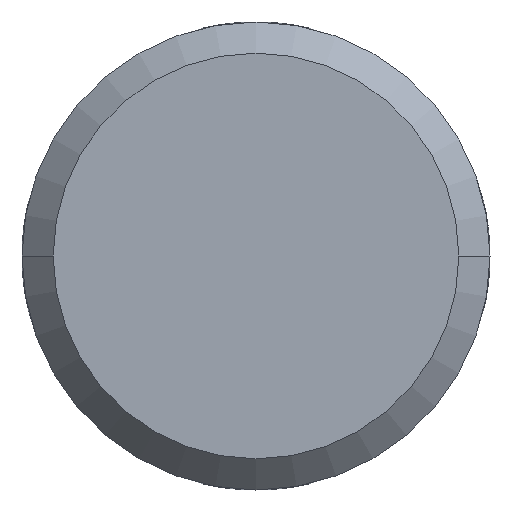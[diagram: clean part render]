
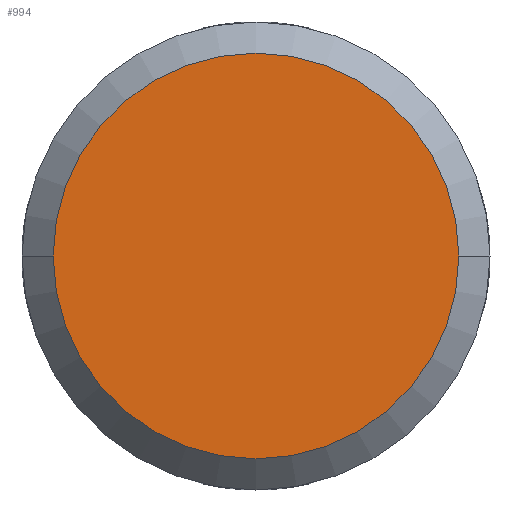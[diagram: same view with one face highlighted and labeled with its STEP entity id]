
A CAD part, front view. The second image highlights one B-rep face of the part: STEP entity #994.
In plain terms, the highlighted planar face has unit normal (0, -1, 0).
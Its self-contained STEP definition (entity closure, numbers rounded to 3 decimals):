
#53=CARTESIAN_POINT('',(0.,-42.6,0.));
#54=DIRECTION('',(0.,1.,0.));
#55=DIRECTION('',(-1.,0.,0.));
#56=AXIS2_PLACEMENT_3D('',#53,#54,#55);
#61=CARTESIAN_POINT('',(0.,-42.6,0.));
#62=DIRECTION('',(0.,-1.,0.));
#63=DIRECTION('',(-1.,0.,0.));
#64=AXIS2_PLACEMENT_3D('',#61,#62,#63);
#867=CARTESIAN_POINT('',(-5.2,-42.6,0.));
#869=VERTEX_POINT('',#867);
#871=CARTESIAN_POINT('',(5.2,-42.6,0.));
#873=VERTEX_POINT('',#871);
#983=CARTESIAN_POINT('',(0.,-42.6,0.));
#984=DIRECTION('',(0.,-1.,0.));
#985=DIRECTION('',(1.,0.,0.));
#986=AXIS2_PLACEMENT_3D('',#983,#984,#985);
#987=PLANE('',#986);
#989=ORIENTED_EDGE('',*,*,#988,.T.);
#991=ORIENTED_EDGE('',*,*,#990,.F.);
#992=EDGE_LOOP('',(#989,#991));
#993=FACE_OUTER_BOUND('',#992,.F.);
#994=ADVANCED_FACE('',(#993),#987,.T.);
#57=CIRCLE('',#56,5.2);
#65=CIRCLE('',#64,5.2);
#988=EDGE_CURVE('',#869,#873,#57,.T.);
#990=EDGE_CURVE('',#869,#873,#65,.T.);
